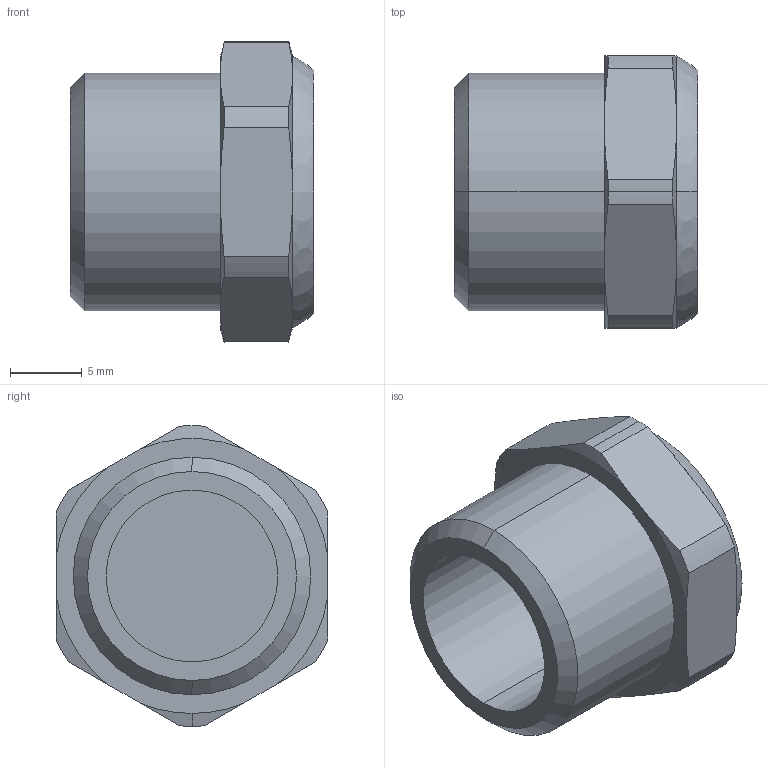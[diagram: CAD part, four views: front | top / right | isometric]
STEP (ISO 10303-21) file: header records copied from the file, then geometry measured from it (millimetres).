
FILE_DESCRIPTION (( 'STEP AP214' ), '1' );
FILE_NAME ('AZ-SEP4_IC.STEP', '2020-03-31T06:24:27', ( '' ), ( '' ), 'SwSTEP 2.0', 'SolidWorks 2020', '' );
FILE_SCHEMA (( 'AUTOMOTIVE_DESIGN' ));
Length unit declared in the file: millimetre
Products named in the file (1): AZ-SEP4_IC
Bounding box: 17 x 19 x 21 mm (x, y, z)
Volume: 2748.6 mm3; surface area: 1944.8 mm2
Topology: 1 solids, 1 shells, 48 faces, 120 edges, 77 vertices
Faces by surface type: plane 17, cone 16, cylinder 13, torus 2
Entity records: 1538 total; most frequent: CARTESIAN_POINT 318, DIRECTION 249, ORIENTED_EDGE 240, EDGE_CURVE 120, AXIS2_PLACEMENT_3D 104, VERTEX_POINT 77, CIRCLE 55, EDGE_LOOP 51
